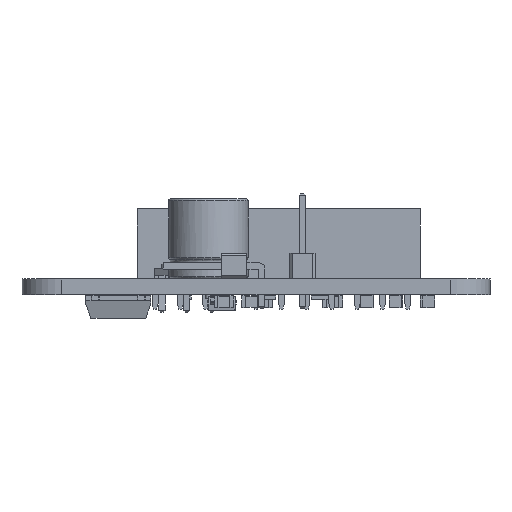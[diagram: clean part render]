
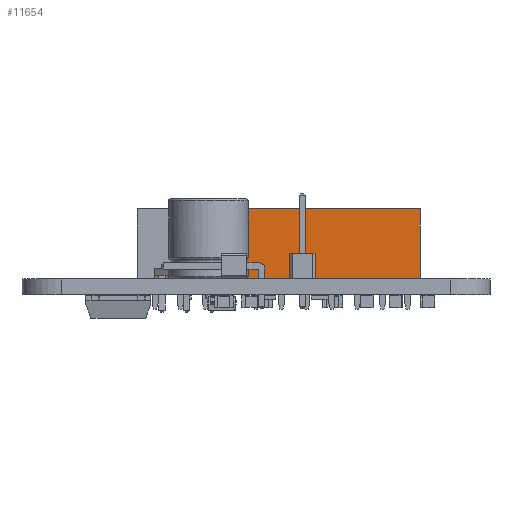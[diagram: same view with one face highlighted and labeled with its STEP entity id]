
A CAD part, left-side view. The second image highlights one B-rep face of the part: STEP entity #11654.
In plain terms, the highlighted planar face has unit normal (-1, 0, 0).
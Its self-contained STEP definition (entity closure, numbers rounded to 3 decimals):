
#7528 = PLANE('',#7529);
#7529 = AXIS2_PLACEMENT_3D('',#7530,#7531,#7532);
#7530 = CARTESIAN_POINT('',(-1.27,-26.67,0.));
#7531 = DIRECTION('',(0.,1.,0.));
#7532 = DIRECTION('',(1.,0.,0.));
#7556 = PLANE('',#7557);
#7557 = AXIS2_PLACEMENT_3D('',#7558,#7559,#7560);
#7558 = CARTESIAN_POINT('',(1.27,-26.67,7.));
#7559 = DIRECTION('',(0.,0.,-1.));
#7560 = DIRECTION('',(0.,-1.,0.));
#7584 = PLANE('',#7585);
#7585 = AXIS2_PLACEMENT_3D('',#7586,#7587,#7588);
#7586 = CARTESIAN_POINT('',(1.27,1.27,0.));
#7587 = DIRECTION('',(0.,-1.,0.));
#7588 = DIRECTION('',(-1.,0.,0.));
#7626 = VERTEX_POINT('',#7627);
#7627 = CARTESIAN_POINT('',(-1.27,-26.67,0.));
#7643 = PLANE('',#7644);
#7644 = AXIS2_PLACEMENT_3D('',#7645,#7646,#7647);
#7645 = CARTESIAN_POINT('',(1.27,-26.67,0.));
#7646 = DIRECTION('',(0.,0.,-1.));
#7647 = DIRECTION('',(0.,-1.,0.));
#7655 = EDGE_CURVE('',#7626,#7656,#7658,.T.);
#7656 = VERTEX_POINT('',#7657);
#7657 = CARTESIAN_POINT('',(-1.27,-26.67,7.));
#7658 = SURFACE_CURVE('',#7659,(#7663,#7670),.PCURVE_S1.);
#7659 = LINE('',#7660,#7661);
#7660 = CARTESIAN_POINT('',(-1.27,-26.67,0.));
#7661 = VECTOR('',#7662,1.);
#7662 = DIRECTION('',(0.,0.,1.));
#7663 = PCURVE('',#7528,#7664);
#7664 = DEFINITIONAL_REPRESENTATION('',(#7665),#7669);
#7665 = LINE('',#7666,#7667);
#7666 = CARTESIAN_POINT('',(0.,0.));
#7667 = VECTOR('',#7668,1.);
#7668 = DIRECTION('',(0.,-1.));
#7669 = ( GEOMETRIC_REPRESENTATION_CONTEXT(2) 
PARAMETRIC_REPRESENTATION_CONTEXT() REPRESENTATION_CONTEXT('2D SPACE',''
  ) );
#7670 = PCURVE('',#7671,#7676);
#7671 = PLANE('',#7672);
#7672 = AXIS2_PLACEMENT_3D('',#7673,#7674,#7675);
#7673 = CARTESIAN_POINT('',(-1.27,1.27,0.));
#7674 = DIRECTION('',(1.,0.,0.));
#7675 = DIRECTION('',(0.,-1.,0.));
#7676 = DEFINITIONAL_REPRESENTATION('',(#7677),#7681);
#7677 = LINE('',#7678,#7679);
#7678 = CARTESIAN_POINT('',(27.94,0.));
#7679 = VECTOR('',#7680,1.);
#7680 = DIRECTION('',(0.,-1.));
#7681 = ( GEOMETRIC_REPRESENTATION_CONTEXT(2) 
PARAMETRIC_REPRESENTATION_CONTEXT() REPRESENTATION_CONTEXT('2D SPACE',''
  ) );
#7838 = VERTEX_POINT('',#7839);
#7839 = CARTESIAN_POINT('',(-1.27,1.27,7.));
#7860 = EDGE_CURVE('',#7861,#7838,#7863,.T.);
#7861 = VERTEX_POINT('',#7862);
#7862 = CARTESIAN_POINT('',(-1.27,1.27,0.));
#7863 = SURFACE_CURVE('',#7864,(#7868,#7875),.PCURVE_S1.);
#7864 = LINE('',#7865,#7866);
#7865 = CARTESIAN_POINT('',(-1.27,1.27,0.));
#7866 = VECTOR('',#7867,1.);
#7867 = DIRECTION('',(0.,0.,1.));
#7868 = PCURVE('',#7584,#7869);
#7869 = DEFINITIONAL_REPRESENTATION('',(#7870),#7874);
#7870 = LINE('',#7871,#7872);
#7871 = CARTESIAN_POINT('',(2.54,0.));
#7872 = VECTOR('',#7873,1.);
#7873 = DIRECTION('',(0.,-1.));
#7874 = ( GEOMETRIC_REPRESENTATION_CONTEXT(2) 
PARAMETRIC_REPRESENTATION_CONTEXT() REPRESENTATION_CONTEXT('2D SPACE',''
  ) );
#7875 = PCURVE('',#7671,#7876);
#7876 = DEFINITIONAL_REPRESENTATION('',(#7877),#7881);
#7877 = LINE('',#7878,#7879);
#7878 = CARTESIAN_POINT('',(0.,0.));
#7879 = VECTOR('',#7880,1.);
#7880 = DIRECTION('',(0.,-1.));
#7881 = ( GEOMETRIC_REPRESENTATION_CONTEXT(2) 
PARAMETRIC_REPRESENTATION_CONTEXT() REPRESENTATION_CONTEXT('2D SPACE',''
  ) );
#8005 = EDGE_CURVE('',#7838,#7656,#8006,.T.);
#8006 = SURFACE_CURVE('',#8007,(#8011,#8018),.PCURVE_S1.);
#8007 = LINE('',#8008,#8009);
#8008 = CARTESIAN_POINT('',(-1.27,1.27,7.));
#8009 = VECTOR('',#8010,1.);
#8010 = DIRECTION('',(0.,-1.,0.));
#8011 = PCURVE('',#7556,#8012);
#8012 = DEFINITIONAL_REPRESENTATION('',(#8013),#8017);
#8013 = LINE('',#8014,#8015);
#8014 = CARTESIAN_POINT('',(-27.94,2.54));
#8015 = VECTOR('',#8016,1.);
#8016 = DIRECTION('',(1.,0.));
#8017 = ( GEOMETRIC_REPRESENTATION_CONTEXT(2) 
PARAMETRIC_REPRESENTATION_CONTEXT() REPRESENTATION_CONTEXT('2D SPACE',''
  ) );
#8018 = PCURVE('',#7671,#8019);
#8019 = DEFINITIONAL_REPRESENTATION('',(#8020),#8024);
#8020 = LINE('',#8021,#8022);
#8021 = CARTESIAN_POINT('',(0.,-7.));
#8022 = VECTOR('',#8023,1.);
#8023 = DIRECTION('',(1.,0.));
#8024 = ( GEOMETRIC_REPRESENTATION_CONTEXT(2) 
PARAMETRIC_REPRESENTATION_CONTEXT() REPRESENTATION_CONTEXT('2D SPACE',''
  ) );
#9306 = EDGE_CURVE('',#7861,#7626,#9307,.T.);
#9307 = SURFACE_CURVE('',#9308,(#9312,#9319),.PCURVE_S1.);
#9308 = LINE('',#9309,#9310);
#9309 = CARTESIAN_POINT('',(-1.27,1.27,0.));
#9310 = VECTOR('',#9311,1.);
#9311 = DIRECTION('',(0.,-1.,0.));
#9312 = PCURVE('',#7643,#9313);
#9313 = DEFINITIONAL_REPRESENTATION('',(#9314),#9318);
#9314 = LINE('',#9315,#9316);
#9315 = CARTESIAN_POINT('',(-27.94,2.54));
#9316 = VECTOR('',#9317,1.);
#9317 = DIRECTION('',(1.,0.));
#9318 = ( GEOMETRIC_REPRESENTATION_CONTEXT(2) 
PARAMETRIC_REPRESENTATION_CONTEXT() REPRESENTATION_CONTEXT('2D SPACE',''
  ) );
#9319 = PCURVE('',#7671,#9320);
#9320 = DEFINITIONAL_REPRESENTATION('',(#9321),#9325);
#9321 = LINE('',#9322,#9323);
#9322 = CARTESIAN_POINT('',(0.,0.));
#9323 = VECTOR('',#9324,1.);
#9324 = DIRECTION('',(1.,0.));
#9325 = ( GEOMETRIC_REPRESENTATION_CONTEXT(2) 
PARAMETRIC_REPRESENTATION_CONTEXT() REPRESENTATION_CONTEXT('2D SPACE',''
  ) );
#11654 = ADVANCED_FACE('',(#11655),#7671,.F.);
#11655 = FACE_BOUND('',#11656,.F.);
#11656 = EDGE_LOOP('',(#11657,#11658,#11659,#11660));
#11657 = ORIENTED_EDGE('',*,*,#7860,.T.);
#11658 = ORIENTED_EDGE('',*,*,#8005,.T.);
#11659 = ORIENTED_EDGE('',*,*,#7655,.F.);
#11660 = ORIENTED_EDGE('',*,*,#9306,.F.);
